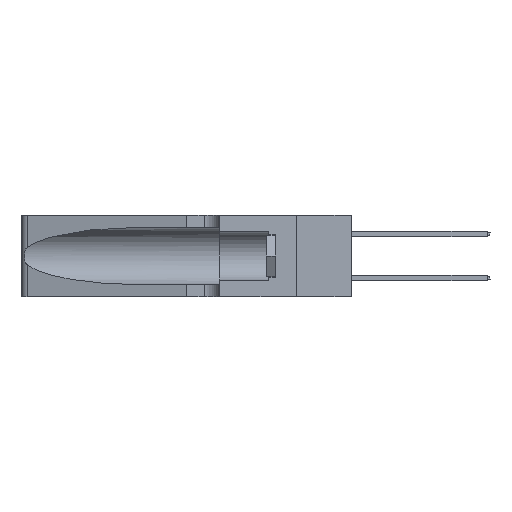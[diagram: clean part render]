
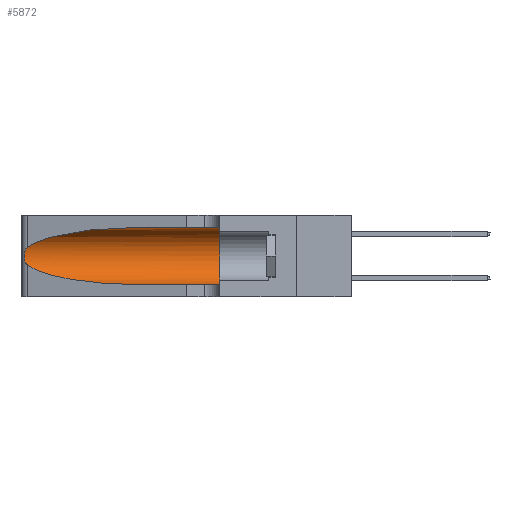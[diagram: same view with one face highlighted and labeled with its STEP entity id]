
A CAD part, left-side view. The second image highlights one B-rep face of the part: STEP entity #5872.
In plain terms, the highlighted cylindrical face has radius 3.308 mm (diameter 6.617 mm), a partial arc.
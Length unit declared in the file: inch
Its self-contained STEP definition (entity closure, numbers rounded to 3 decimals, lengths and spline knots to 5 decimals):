
#143 = EDGE_CURVE ( 'NONE', #27645, #13592, #30706, .T. ) ;
#941 = FACE_OUTER_BOUND ( 'NONE', #34794, .T. ) ;
#1298 = B_SPLINE_CURVE_WITH_KNOTS ( 'NONE', 3,
 ( #2921, #25843, #11738, #31514, #14616, #34353, #17475, #5648, #20337, #3058, #23170, #6060, #25960, #8983 ),
 .UNSPECIFIED., .F., .F.,
 ( 4, 2, 2, 2, 2, 2, 4 ),
 ( 0., 0.00027, 0.00053, 0.00107, 0.0016, 0.00187, 0.00214 ),
 .UNSPECIFIED. ) ;
#2069 = CARTESIAN_POINT ( 'NONE',  ( 0.25487, 1.22718, 0.22369 ) ) ;
#2095 = CARTESIAN_POINT ( 'NONE',  ( 0.1305, 1.61858, 0.185 ) ) ;
#2314 = CARTESIAN_POINT ( 'NONE',  ( 0.1305, 0.35, 0.185 ) ) ;
#2440 = ORIENTED_EDGE ( 'NONE', *, *, #33391, .T. ) ;
#2921 = CARTESIAN_POINT ( 'NONE',  ( 0.25487, 1.22718, 0.22369 ) ) ;
#3058 = CARTESIAN_POINT ( 'NONE',  ( 0.25856, 1.23593, 0.16098 ) ) ;
#3369 = ORIENTED_EDGE ( 'NONE', *, *, #6575, .F. ) ;
#4471 = EDGE_CURVE ( 'NONE', #13592, #22542, #31548, .T. ) ;
#4701 = AXIS2_PLACEMENT_3D ( 'NONE', #2314, #22488, #5341 ) ;
#5341 = DIRECTION ( 'NONE',  ( 0., 0., 1. ) ) ;
#5648 = CARTESIAN_POINT ( 'NONE',  ( 0.26075, 1.23896, 0.178 ) ) ;
#5872 = ADVANCED_FACE ( 'NONE', ( #941 ), #29669, .F. ) ;
#6060 = CARTESIAN_POINT ( 'NONE',  ( 0.25639, 1.23186, 0.15144 ) ) ;
#6575 = EDGE_CURVE ( 'NONE', #25221, #22542, #23483, .T. ) ;
#6981 = EDGE_CURVE ( 'NONE', #22067, #25221, #17694, .T. ) ;
#8015 = CARTESIAN_POINT ( 'NONE',  ( 0.2373, 1.15595, 0.08982 ) ) ;
#8771 = CARTESIAN_POINT ( 'NONE',  ( 0.1305, 0.72297, 0.31525 ) ) ;
#8964 = VECTOR ( 'NONE', #25554, 39.37008 ) ;
#8983 = CARTESIAN_POINT ( 'NONE',  ( 0.25487, 1.22718, 0.14631 ) ) ;
#9216 = VECTOR ( 'NONE', #18499, 39.37008 ) ;
#10041 = AXIS2_PLACEMENT_3D ( 'NONE', #2095, #22278, #19439 ) ;
#10857 = CARTESIAN_POINT ( 'NONE',  ( 0.25487, 1.22718, 0.14631 ) ) ;
#10939 = CARTESIAN_POINT ( 'NONE',  ( 0.1305, 0.35, 0.31525 ) ) ;
#11738 = CARTESIAN_POINT ( 'NONE',  ( 0.25639, 1.23184, 0.21858 ) ) ;
#11898 = EDGE_CURVE ( 'NONE', #22067, #29664, #34556, .T. ) ;
#13151 = ORIENTED_EDGE ( 'NONE', *, *, #4471, .T. ) ;
#13318 = CARTESIAN_POINT ( 'NONE',  ( 0.25487, 1.22718, 0.14631 ) ) ;
#13592 = VERTEX_POINT ( 'NONE', #13660 ) ;
#13660 = CARTESIAN_POINT ( 'NONE',  ( 0.1305, 0.72297, 0.05475 ) ) ;
#13908 = CARTESIAN_POINT ( 'NONE',  ( 0.1305, 0.72297, 0.31525 ) ) ;
#14616 = CARTESIAN_POINT ( 'NONE',  ( 0.25854, 1.2359, 0.20912 ) ) ;
#17475 = CARTESIAN_POINT ( 'NONE',  ( 0.26075, 1.23896, 0.19203 ) ) ;
#17694 = LINE ( 'NONE', #24160, #9216 ) ;
#18499 = DIRECTION ( 'NONE',  ( 0., -1., 0. ) ) ;
#18610 = CARTESIAN_POINT ( 'NONE',  ( 0.1305, 0.35, 0.05475 ) ) ;
#19439 = DIRECTION ( 'NONE',  ( 0., 0., -1. ) ) ;
#20337 = CARTESIAN_POINT ( 'NONE',  ( 0.26017, 1.23833, 0.17102 ) ) ;
#22067 = VERTEX_POINT ( 'NONE', #13908 ) ;
#22278 = DIRECTION ( 'NONE',  ( 0., -1., 0. ) ) ;
#22488 = DIRECTION ( 'NONE',  ( 0., 1., 0. ) ) ;
#22542 = VERTEX_POINT ( 'NONE', #18610 ) ;
#23170 = CARTESIAN_POINT ( 'NONE',  ( 0.25789, 1.23486, 0.15765 ) ) ;
#23483 = CIRCLE ( 'NONE', #4701, 0.13025 ) ;
#24160 = CARTESIAN_POINT ( 'NONE',  ( 0.1305, 1.61858, 0.31525 ) ) ;
#25014 = CARTESIAN_POINT ( 'NONE',  ( 0.18966, 0.96281, 0.05475 ) ) ;
#25221 = VERTEX_POINT ( 'NONE', #10939 ) ;
#25554 = DIRECTION ( 'NONE',  ( 0., -1., 0. ) ) ;
#25843 = CARTESIAN_POINT ( 'NONE',  ( 0.25555, 1.22994, 0.2215 ) ) ;
#25960 = CARTESIAN_POINT ( 'NONE',  ( 0.25555, 1.22993, 0.14849 ) ) ;
#27050 = ORIENTED_EDGE ( 'NONE', *, *, #11898, .T. ) ;
#27645 = VERTEX_POINT ( 'NONE', #13318 ) ;
#29664 = VERTEX_POINT ( 'NONE', #2069 ) ;
#29669 = CYLINDRICAL_SURFACE ( 'NONE', #10041, 0.13025 ) ;
#30674 = CARTESIAN_POINT ( 'NONE',  ( 0.1305, 0.72297, 0.05475 ) ) ;
#30706 =( BOUNDED_CURVE ( )  B_SPLINE_CURVE ( 3, ( #10857, #8015, #25014, #30674 ),
 .UNSPECIFIED., .F., .F. ) 
 B_SPLINE_CURVE_WITH_KNOTS ( ( 4, 4 ),
 ( 3.44316, 4.71239 ),
 .UNSPECIFIED. ) 
 CURVE ( )  GEOMETRIC_REPRESENTATION_ITEM ( )  RATIONAL_B_SPLINE_CURVE ( ( 1., 0.87, 0.87, 1. ) ) 
 REPRESENTATION_ITEM ( '' )  );
#31303 = CARTESIAN_POINT ( 'NONE',  ( 0.18966, 0.96281, 0.31525 ) ) ;
#31414 = CARTESIAN_POINT ( 'NONE',  ( 0.2373, 1.15595, 0.28018 ) ) ;
#31514 = CARTESIAN_POINT ( 'NONE',  ( 0.25787, 1.23484, 0.2124 ) ) ;
#31548 = LINE ( 'NONE', #36773, #8964 ) ;
#32646 = ORIENTED_EDGE ( 'NONE', *, *, #143, .T. ) ;
#33391 = EDGE_CURVE ( 'NONE', #29664, #27645, #1298, .T. ) ;
#34249 = CARTESIAN_POINT ( 'NONE',  ( 0.25487, 1.22718, 0.22369 ) ) ;
#34353 = CARTESIAN_POINT ( 'NONE',  ( 0.26018, 1.23835, 0.19895 ) ) ;
#34556 =( BOUNDED_CURVE ( )  B_SPLINE_CURVE ( 3, ( #8771, #31303, #31414, #34249 ),
 .UNSPECIFIED., .F., .F. ) 
 B_SPLINE_CURVE_WITH_KNOTS ( ( 4, 4 ),
 ( 1.5708, 2.84003 ),
 .UNSPECIFIED. ) 
 CURVE ( )  GEOMETRIC_REPRESENTATION_ITEM ( )  RATIONAL_B_SPLINE_CURVE ( ( 1., 0.87, 0.87, 1. ) ) 
 REPRESENTATION_ITEM ( '' )  );
#34703 = ORIENTED_EDGE ( 'NONE', *, *, #6981, .F. ) ;
#34794 = EDGE_LOOP ( 'NONE', ( #27050, #2440, #32646, #13151, #3369, #34703 ) ) ;
#36773 = CARTESIAN_POINT ( 'NONE',  ( 0.1305, 1.61858, 0.05475 ) ) ;
